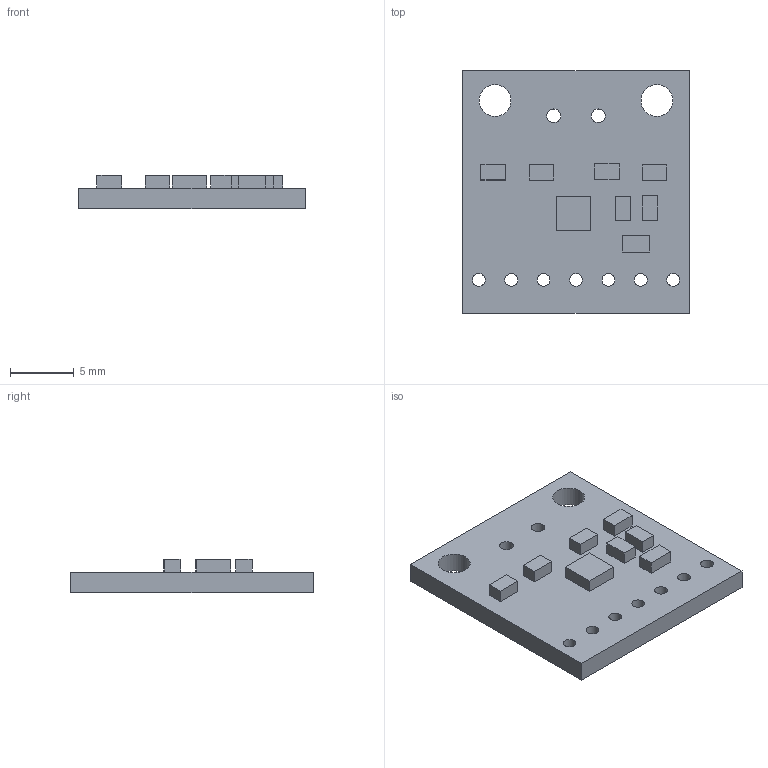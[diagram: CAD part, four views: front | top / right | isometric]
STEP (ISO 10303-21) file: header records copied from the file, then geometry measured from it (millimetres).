
FILE_DESCRIPTION(('FreeCAD Model'),'2;1');
FILE_NAME('max98357 module.step', '2020-12-21T19:02:23',('Author'),(''), 'Open CASCADE STEP processor 7.3','FreeCAD','Unknown');
FILE_SCHEMA(('AUTOMOTIVE_DESIGN { 1 0 10303 214 1 1 1 1 }'));
Length unit declared in the file: millimetre
Products named in the file (1): Pad001
Bounding box: 17.78 x 19.05 x 2.6 mm (x, y, z)
Volume: 538.8 mm3; surface area: 887.7 mm2
Topology: 1 solids, 1 shells, 57 faces, 141 edges, 94 vertices
Faces by surface type: plane 46, cylinder 11
Full cylindrical faces by diameter (mm): 1 x7, 1.08 x2, 2.5 x2
Entity records: 4033 total; most frequent: CARTESIAN_POINT 707, DIRECTION 539, LINE 379, VECTOR 379, ORIENTED_EDGE 282, PCURVE 282, DEFINITIONAL_REPRESENTATION 282, EDGE_CURVE 141
